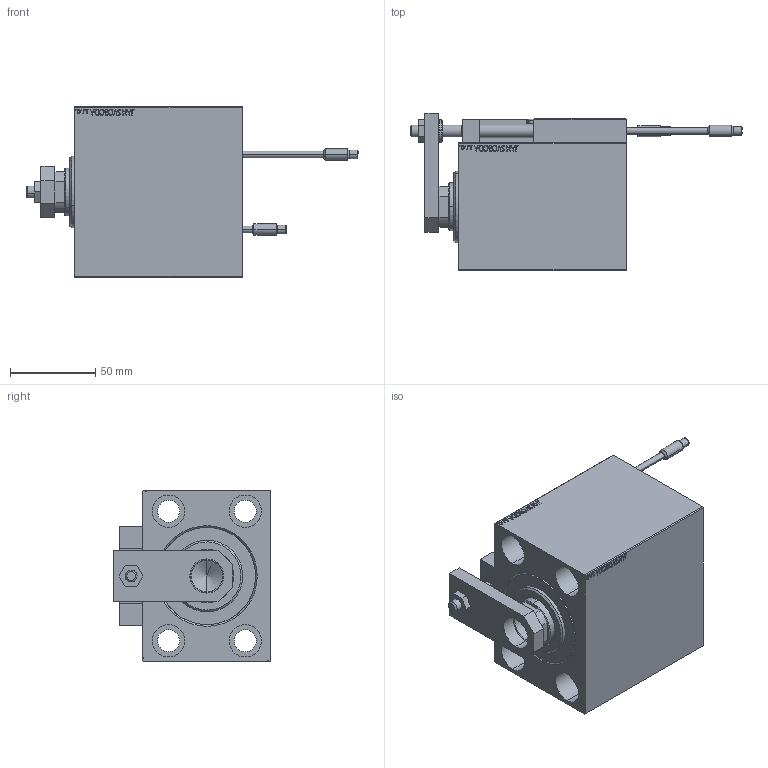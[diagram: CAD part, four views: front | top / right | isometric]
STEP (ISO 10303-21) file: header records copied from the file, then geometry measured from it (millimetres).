
FILE_DESCRIPTION (( 'STEP AP203' ), '1' );
FILE_NAME ('3580.STEP', '2024-02-12T04:13:53', ( '' ), ( '' ), 'SwSTEP 2.0', 'SolidWorks 2019', '' );
FILE_SCHEMA (( 'CONFIG_CONTROL_DESIGN' ));
Length unit declared in the file: millimetre
Products named in the file (15): V450CM_VC_B 4904a91efbe3d14bd3cafdb90165f722; SWITCH DIM B,W 4904a91efbe3d14bd3cafdb90165f722; NUT_D12 4904a91efbe3d14bd3cafdb90165f722; SWITCH X 4904a91efbe3d14bd3cafdb90165f722; ALLEN BOLT D8 4904a91efbe3d14bd3cafdb90165f722; V450CM_C_VCP 4904a91efbe3d14bd3cafdb90165f722; V450CM_C_Body 4904a91efbe3d14bd3cafdb90165f722; TYC_L79 4904a91efbe3d14bd3cafdb90165f722; ALLEN BOLT D5 4904a91efbe3d14bd3cafdb90165f722; MAGNET 4904a91efbe3d14bd3cafdb90165f722; Block 4904a91efbe3d14bd3cafdb90165f722; 3580; KONCOVKA_Y 4904a91efbe3d14bd3cafdb90165f722; SWITCH_X_FRONT_BACK 4904a91efbe3d14bd3cafdb90165f722; ZARAZKA 4904a91efbe3d14bd3cafdb90165f722
Assembly tree (24 placements, depth 3):
  3580
    V450CM_C_Body 4904a91efbe3d14bd3cafdb90165f722
    SWITCH X 4904a91efbe3d14bd3cafdb90165f722
      SWITCH_X_FRONT_BACK 4904a91efbe3d14bd3cafdb90165f722  x2
      TYC_L79 4904a91efbe3d14bd3cafdb90165f722
      Block 4904a91efbe3d14bd3cafdb90165f722  x2
      ALLEN BOLT D5 4904a91efbe3d14bd3cafdb90165f722  x4
      ALLEN BOLT D8 4904a91efbe3d14bd3cafdb90165f722  x4
      MAGNET 4904a91efbe3d14bd3cafdb90165f722  x2
      KONCOVKA_Y 4904a91efbe3d14bd3cafdb90165f722  x2
    NUT_D12 4904a91efbe3d14bd3cafdb90165f722
    SWITCH DIM B,W 4904a91efbe3d14bd3cafdb90165f722
    ZARAZKA 4904a91efbe3d14bd3cafdb90165f722
    V450CM_C_VCP 4904a91efbe3d14bd3cafdb90165f722
    V450CM_VC_B 4904a91efbe3d14bd3cafdb90165f722
Bounding box: 194.7 x 92.5 x 100 mm (x, y, z)
Volume: 688931.6 mm3; surface area: 132423.3 mm2
Topology: 23 solids, 23 shells, 1297 faces, 3094 edges, 1975 vertices
Faces by surface type: plane 561, bspline 380, cylinder 190, cone 114, torus 48, sphere 4
Entity records: 50245 total; most frequent: CARTESIAN_POINT 25918, ORIENTED_EDGE 5164, DIRECTION 3480, EDGE_CURVE 2582, VERTEX_POINT 1687, LINE 1486, VECTOR 1486, EDGE_LOOP 1195
